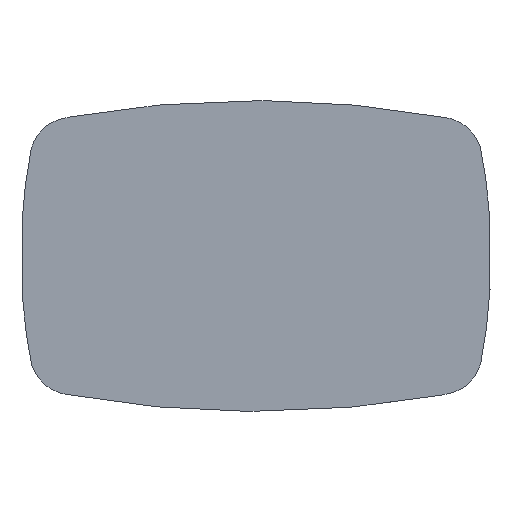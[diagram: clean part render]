
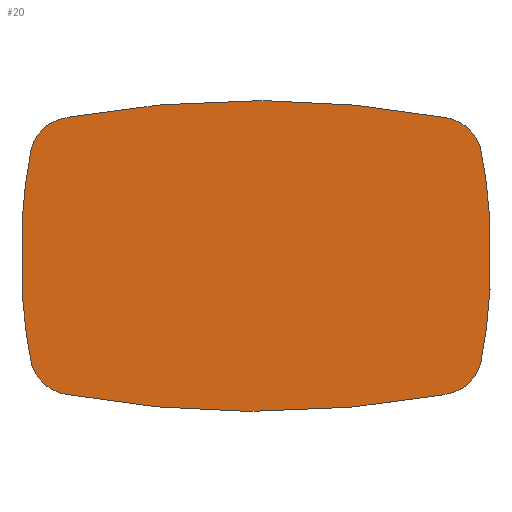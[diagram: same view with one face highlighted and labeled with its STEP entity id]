
A CAD part, top view. The second image highlights one B-rep face of the part: STEP entity #20.
In plain terms, the highlighted planar face has unit normal (0, 0, 1).
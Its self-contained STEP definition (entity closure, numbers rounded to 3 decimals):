
#20=ADVANCED_FACE($,(#60),#573,.T.);
#60=FACE_OUTER_BOUND($,#100,.T.);
#100=EDGE_LOOP($,(#146,#147));
#146=ORIENTED_EDGE($,*,*,#358,.T.);
#147=ORIENTED_EDGE($,*,*,#361,.T.);
#358=EDGE_CURVE($,#465,#467,#579,.T.);
#361=EDGE_CURVE($,#467,#465,#581,.T.);
#465=VERTEX_POINT($,#865);
#467=VERTEX_POINT($,#867);
#573=PLANE($,#773);
#579=(
BOUNDED_CURVE()
B_SPLINE_CURVE(2,(#797,#798,#799,#800,#801,#802,#803,#804,#805),.UNSPECIFIED.,
.F.,.F.)
B_SPLINE_CURVE_WITH_KNOTS((3,2,2,2,3),(0.,1060.674,1205.896,
1780.974,1926.195),.UNSPECIFIED.)
CURVE()
GEOMETRIC_REPRESENTATION_ITEM()
RATIONAL_B_SPLINE_CURVE((1.,0.984,1.,0.822,1.,0.984,
1.,0.822,1.))
REPRESENTATION_ITEM($)
);
#581=(
BOUNDED_CURVE()
B_SPLINE_CURVE(2,(#817,#818,#819,#820,#821,#822,#823,#824,#825),.UNSPECIFIED.,
.F.,.F.)
B_SPLINE_CURVE_WITH_KNOTS((3,2,2,2,3),(1926.195,2986.87,
3132.091,3707.169,3852.391),.UNSPECIFIED.)
CURVE()
GEOMETRIC_REPRESENTATION_ITEM()
RATIONAL_B_SPLINE_CURVE((1.,0.984,1.,0.822,1.,0.984,
1.,0.822,1.))
REPRESENTATION_ITEM($)
);
#773=AXIS2_PLACEMENT_3D($,#845,#780,$);
#780=DIRECTION($,(0.,0.,1.));
#797=CARTESIAN_POINT($,(1231.379,748.38,328.));
#798=CARTESIAN_POINT($,(703.894,844.244,328.));
#799=CARTESIAN_POINT($,(176.408,748.38,328.));
#800=CARTESIAN_POINT($,(94.75,733.539,328.));
#801=CARTESIAN_POINT($,(79.822,651.897,328.));
#802=CARTESIAN_POINT($,(27.535,365.922,328.));
#803=CARTESIAN_POINT($,(79.822,79.948,328.));
#804=CARTESIAN_POINT($,(94.75,-1.695,328.));
#805=CARTESIAN_POINT($,(176.408,-16.535,328.));
#817=CARTESIAN_POINT($,(176.408,-16.535,328.));
#818=CARTESIAN_POINT($,(703.894,-112.399,328.));
#819=CARTESIAN_POINT($,(1231.379,-16.535,328.));
#820=CARTESIAN_POINT($,(1313.037,-1.695,328.));
#821=CARTESIAN_POINT($,(1327.965,79.948,328.));
#822=CARTESIAN_POINT($,(1380.252,365.922,328.));
#823=CARTESIAN_POINT($,(1327.965,651.897,328.));
#824=CARTESIAN_POINT($,(1313.037,733.539,328.));
#825=CARTESIAN_POINT($,(1231.379,748.38,328.));
#845=CARTESIAN_POINT($,(40.894,-72.678,328.));
#865=CARTESIAN_POINT($,(1231.379,748.38,328.));
#867=CARTESIAN_POINT($,(176.408,-16.535,328.));
